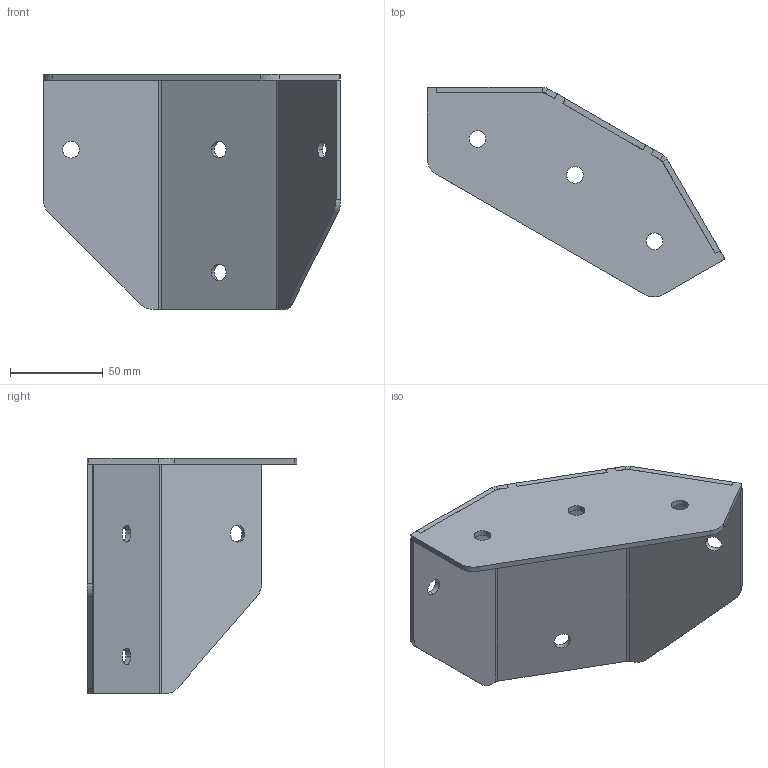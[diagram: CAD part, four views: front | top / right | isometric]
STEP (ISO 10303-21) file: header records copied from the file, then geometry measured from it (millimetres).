
FILE_DESCRIPTION (( 'STEP AP203' ), '1' );
FILE_NAME ('CV03-F19_REV_A.step', '2025-08-17T05:08:46', ( '' ), ( '' ), 'SwSTEP 2.0', 'SolidWorks 2024', '' );
FILE_SCHEMA (( 'CONFIG_CONTROL_DESIGN' ));
Length unit declared in the file: millimetre
Products named in the file (3): CV03-C-12; CV03-C-13; CV03-F19_REV_A
Assembly tree (2 placements, depth 2):
  CV03-F19_REV_A
    CV03-C-13
    CV03-C-12
Bounding box: 160.2 x 112.99 x 126.5 mm (x, y, z)
Volume: 94755.8 mm3; surface area: 66883.8 mm2
Topology: 2 solids, 2 shells, 89 faces, 239 edges, 154 vertices
Faces by surface type: plane 54, cylinder 35
Entity records: 3108 total; most frequent: DIRECTION 497, CARTESIAN_POINT 487, ORIENTED_EDGE 478, EDGE_CURVE 239, VECTOR 169, LINE 169, AXIS2_PLACEMENT_3D 164, VERTEX_POINT 154
